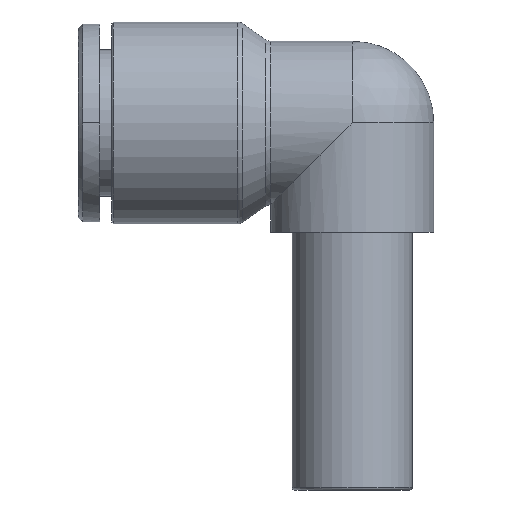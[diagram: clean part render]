
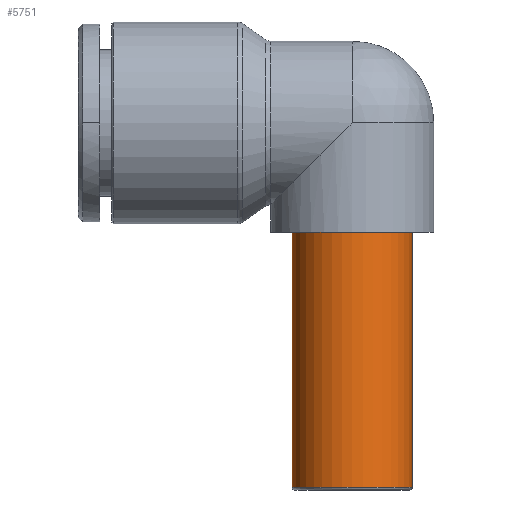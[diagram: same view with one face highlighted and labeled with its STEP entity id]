
A CAD part, front view. The second image highlights one B-rep face of the part: STEP entity #5751.
In plain terms, the highlighted cylindrical face has radius 7 mm (diameter 14 mm), a partial arc.
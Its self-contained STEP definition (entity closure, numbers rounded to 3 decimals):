
#457=CARTESIAN_POINT('',(15.25,0.,-42.45));
#458=VERTEX_POINT('',#457);
#459=CARTESIAN_POINT('',(15.25,0.,-12.75));
#460=VERTEX_POINT('',#459);
#461=CARTESIAN_POINT('',(15.25,0.,-42.45));
#462=DIRECTION('',(0.0,0.0,1.0));
#463=VECTOR('',#462,29.7);
#464=LINE('',#461,#463);
#465=EDGE_CURVE('',#458,#460,#464,.T.);
#467=CARTESIAN_POINT('',(1.25,0.,-42.45));
#468=VERTEX_POINT('',#467);
#476=CARTESIAN_POINT('',(1.25,0.,-12.75));
#477=VERTEX_POINT('',#476);
#478=CARTESIAN_POINT('',(1.25,0.,-42.45));
#479=DIRECTION('',(0.0,0.0,1.0));
#480=VECTOR('',#479,29.7);
#481=LINE('',#478,#480);
#482=EDGE_CURVE('',#468,#477,#481,.T.);
#524=CARTESIAN_POINT('',(8.25,0.,-42.45));
#525=DIRECTION('',(0.0,0.0,-1.0));
#526=DIRECTION('',(-1.0,0.0,0.0));
#527=AXIS2_PLACEMENT_3D('',#524,#525,#526);
#528=CIRCLE('',#527,7.);
#529=EDGE_CURVE('',#458,#468,#528,.T.);
#5734=CARTESIAN_POINT('',(8.25,0.,-27.75));
#5735=DIRECTION('',(0.,0.,-1.0));
#5736=DIRECTION('',(1.0,0.0,0.0));
#5737=AXIS2_PLACEMENT_3D('',#5734,#5735,#5736);
#5738=CYLINDRICAL_SURFACE('',#5737,7.);
#5739=ORIENTED_EDGE('',*,*,#465,.T.);
#5740=CARTESIAN_POINT('',(8.25,0.,-12.75));
#5741=DIRECTION('',(0.0,0.0,-1.0));
#5742=DIRECTION('',(1.0,0.0,0.0));
#5743=AXIS2_PLACEMENT_3D('',#5740,#5741,#5742);
#5744=CIRCLE('',#5743,7.);
#5745=EDGE_CURVE('',#460,#477,#5744,.T.);
#5746=ORIENTED_EDGE('',*,*,#5745,.T.);
#5747=ORIENTED_EDGE('',*,*,#482,.F.);
#5748=ORIENTED_EDGE('',*,*,#529,.F.);
#5749=EDGE_LOOP('',(#5739,#5746,#5747,#5748));
#5750=FACE_OUTER_BOUND('',#5749,.T.);
#5751=ADVANCED_FACE('',(#5750),#5738,.T.);
